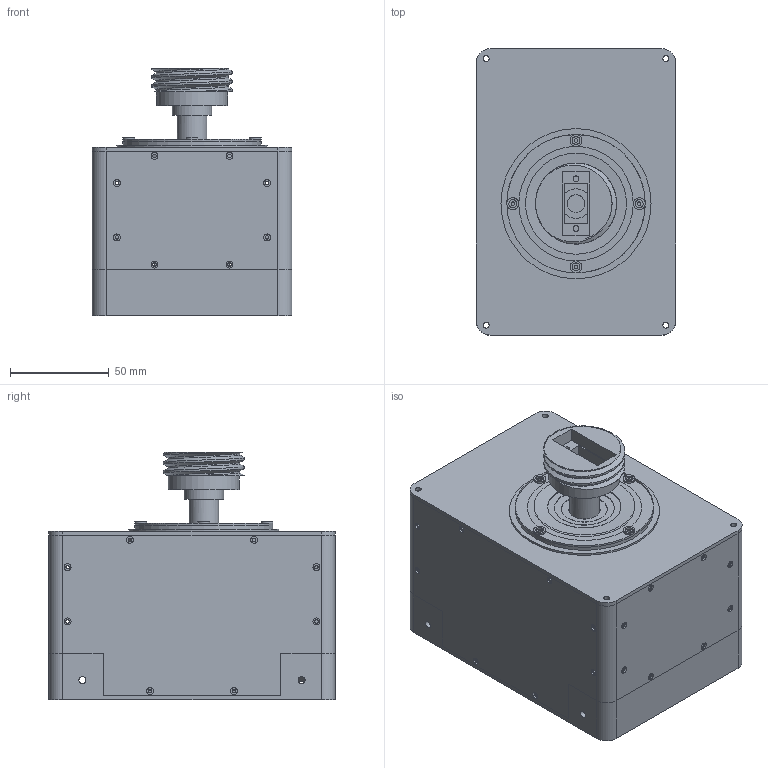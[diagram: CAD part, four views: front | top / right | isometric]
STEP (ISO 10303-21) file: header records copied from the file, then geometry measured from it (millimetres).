
FILE_DESCRIPTION(/* description */ ('','CAx-IF Rec.Pracs.---Representation and Presentation of Product Manufacturing Information (PMI)---4.0---2014-10-13'),/* implementation_level */ '2;1');
FILE_NAME(/* name */ 'XY-stage.step',/* time_stamp */ '2025-02-13T16:15:58+01:00',/* author */ (''),/* organization */ (''),/* preprocessor_version */ 'ST-DEVELOPER v20',/* originating_system */ 'Autodesk Translation Framework v13.20.0.188',/* authorisation */ '');
FILE_SCHEMA (('AP242_MANAGED_MODEL_BASED_3D_ENGINEERING_MIM_LF { 1 0 10303 442 1 1 4 }'));
Length unit declared in the file: millimetre
Products named in the file (7): FlightStickV1_XYAxisv2; Axle (2); Xaxis resistive Right (1); Xaxis Cariage Right (1); MainFrame Right (1); Yaxis resistive Right (1); Case Right (1)
Assembly tree (6 placements, depth 2):
  FlightStickV1_XYAxisv2
    Axle (2)
    Xaxis resistive Right (1)
    Xaxis Cariage Right (1)
    MainFrame Right (1)
    Yaxis resistive Right (1)
    Case Right (1)
Bounding box: 101 x 145 x 125.5 mm (x, y, z)
Volume: 424468.3 mm3; surface area: 284394.2 mm2
Topology: 31 solids, 31 shells, 971 faces, 2395 edges, 1589 vertices
Faces by surface type: plane 581, cylinder 379, bspline 8, torus 2, cone 1
Full cylindrical faces by diameter (mm): 1.8 x75, 2 x4, 2.3 x3, 2.8 x16, 3 x53, 3.5 x36, 4 x10, 5 x4, 5.2 x6, 5.3 x8, 5.5 x8, 6 x6, 7 x1, 8 x5, 9 x2, 9.9 x1, 10 x3, 11 x4, 12 x1, 15 x2, 16 x5, 20 x1, 23.2 x2, 30.4 x2, 32.4 x1, 36 x1, 36.536 x2, 37.176 x2, 39.6 x2, 41 x2
Entity records: 31398 total; most frequent: CARTESIAN_POINT 6873, DIRECTION 5070, ORIENTED_EDGE 4790, EDGE_CURVE 2395, AXIS2_PLACEMENT_3D 1760, VERTEX_POINT 1589, LINE 1550, VECTOR 1550
